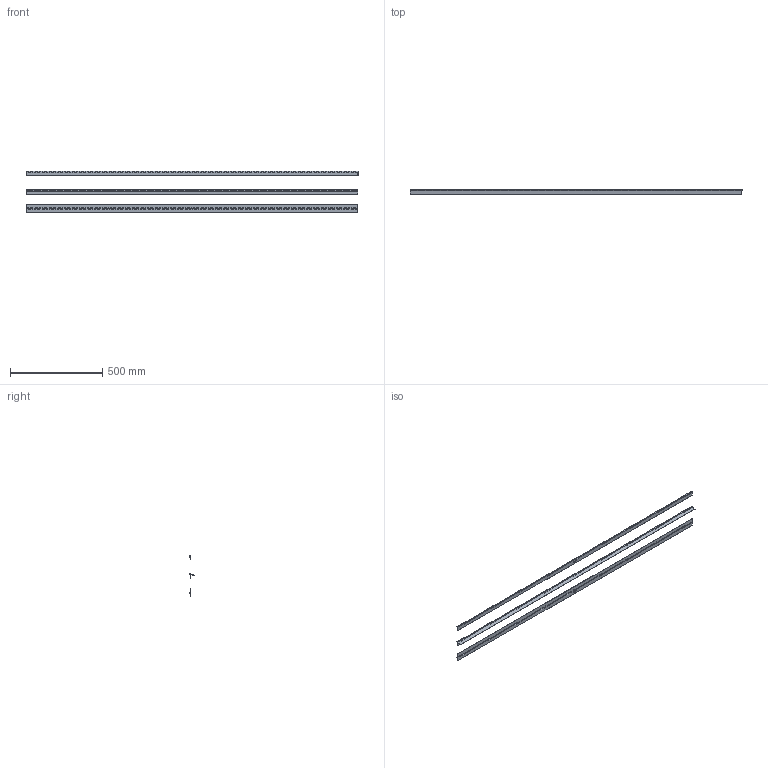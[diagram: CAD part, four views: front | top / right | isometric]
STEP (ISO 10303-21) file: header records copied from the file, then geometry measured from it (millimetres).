
FILE_DESCRIPTION (( 'STEP AP214' ), '1' );
FILE_NAME ('72881-Piano Hinge Aluminium Unpunched 45mm 1.8m.STEP', '2018-12-27T22:52:52', ( '' ), ( '' ), 'SwSTEP 2.0', 'SolidWorks 2018', '' );
FILE_SCHEMA (( 'AUTOMOTIVE_DESIGN' ));
Length unit declared in the file: millimetre
Products named in the file (4): Top; 72881-Piano Hinge Aluminium Unpunched 45mm 1.8m; Bottom; Pin
Assembly tree (9 placements, depth 2):
  72881-Piano Hinge Aluminium Unpunched 45mm 1.8m
    Bottom  x3
    Pin  x3
    Top  x3
Bounding box: 1800 x 24.93 x 225.5 mm (x, y, z)
Volume: 387105 mm3; surface area: 678659 mm2
Topology: 9 solids, 9 shells, 5133 faces, 15102 edges, 10068 vertices
Faces by surface type: cylinder 2598, plane 2202, bspline 333
Entity records: 63944 total; most frequent: CARTESIAN_POINT 17192, ORIENTED_EDGE 10068, DIRECTION 9768, EDGE_CURVE 5034, VERTEX_POINT 3356, AXIS2_PLACEMENT_3D 3344, LINE 3080, VECTOR 3080
